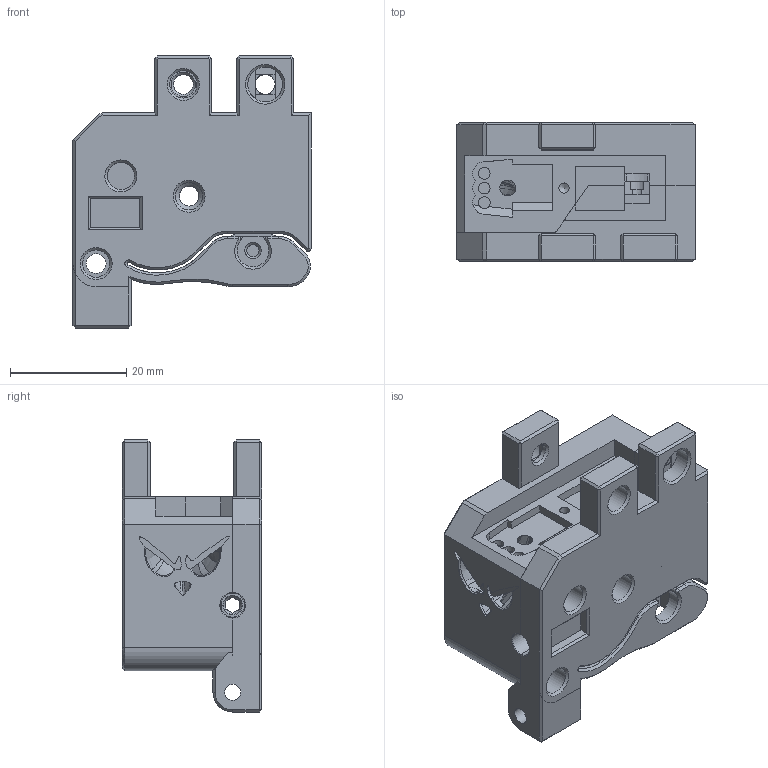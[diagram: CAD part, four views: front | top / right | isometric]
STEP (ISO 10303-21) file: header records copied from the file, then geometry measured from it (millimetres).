
FILE_DESCRIPTION(/* description */ (''),/* implementation_level */ '2;1');
FILE_NAME(/* name */ 'BinkyFilamentCutter_beta5.1.step',/* time_stamp */ '2023-11-03T22:47:09+01:00',/* author */ (''),/* organization */ (''),/* preprocessor_version */ 'ST-DEVELOPER v20',/* originating_system */ 'Autodesk Translation Framework v12.14.0.127',/* authorisation */ '');
FILE_SCHEMA (('AUTOMOTIVE_DESIGN { 1 0 10303 214 3 1 1 }'));
Length unit declared in the file: millimetre
Products named in the file (3): BinkyBeta5_ScrewRight; Encoder_Left (1); Encoder_Right
Assembly tree (2 placements, depth 2):
  BinkyBeta5_ScrewRight
    Encoder_Left (1)
    Encoder_Right
Bounding box: 41 x 24 x 46.85 mm (x, y, z)
Volume: 24286 mm3; surface area: 13187.2 mm2
Topology: 2 solids, 2 shells, 754 faces, 1963 edges, 1238 vertices
Faces by surface type: plane 406, bspline 171, cylinder 105, cone 65, torus 7
Full cylindrical faces by diameter (mm): 1.75 x1, 2 x3, 2.8 x3, 3.1 x1, 3.2 x3, 3.4 x6, 4.7 x5, 6 x4, 7.25 x1, 8.8 x1
Entity records: 25972 total; most frequent: CARTESIAN_POINT 8176, ORIENTED_EDGE 3924, DIRECTION 3263, EDGE_CURVE 1962, VERTEX_POINT 1238, LINE 1201, VECTOR 1201, AXIS2_PLACEMENT_3D 1031
